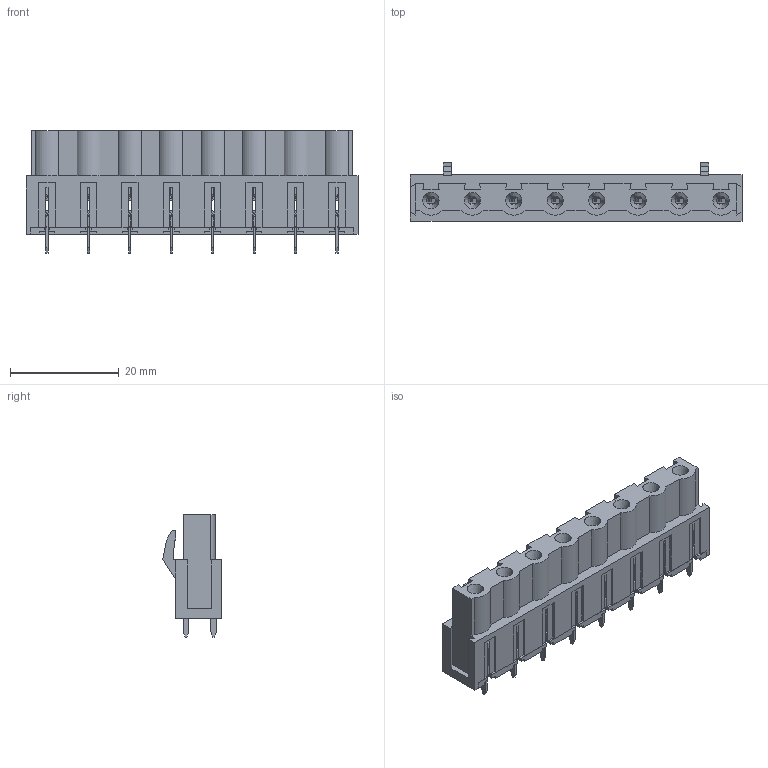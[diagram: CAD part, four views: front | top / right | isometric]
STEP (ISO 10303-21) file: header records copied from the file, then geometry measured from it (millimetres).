
FILE_DESCRIPTION( ( 'Unknown' ), '1' );
FILE_NAME( '691307400008.stp', 'Unknown', ( 'Unknown' ), ( 'Unknown' ), 'PSStep 14.0', 'Unknown', ' ' );
FILE_SCHEMA( ( 'AUTOMOTIVE_DESIGN { 1 0 10303 214 1 1 1 1 }' ) );
Length unit declared in the file: millimetre
Products named in the file (4): Assem1; 6913074000xx_PIN; 691309410008; 691309410008_CAPOT
Assembly tree (10 placements, depth 2):
  Assem1
    6913074000xx_PIN  x8
    691309410008
    691309410008_CAPOT
Bounding box: 61.06 x 10.75 x 22.5 mm (x, y, z)
Volume: 4540.9 mm3; surface area: 10082.6 mm2
Topology: 10 solids, 10 shells, 1288 faces, 3595 edges, 2319 vertices
Faces by surface type: plane 928, cylinder 322, cone 22, sphere 16
Full cylindrical faces by diameter (mm): 0.9 x16
Entity records: 25701 total; most frequent: CARTESIAN_POINT 3817, ORIENTED_EDGE 3582, DIRECTION 3229, EDGE_CURVE 1791, LINE 1565, VECTOR 1565, VERTEX_POINT 1192, AXIS2_PLACEMENT_3D 832
